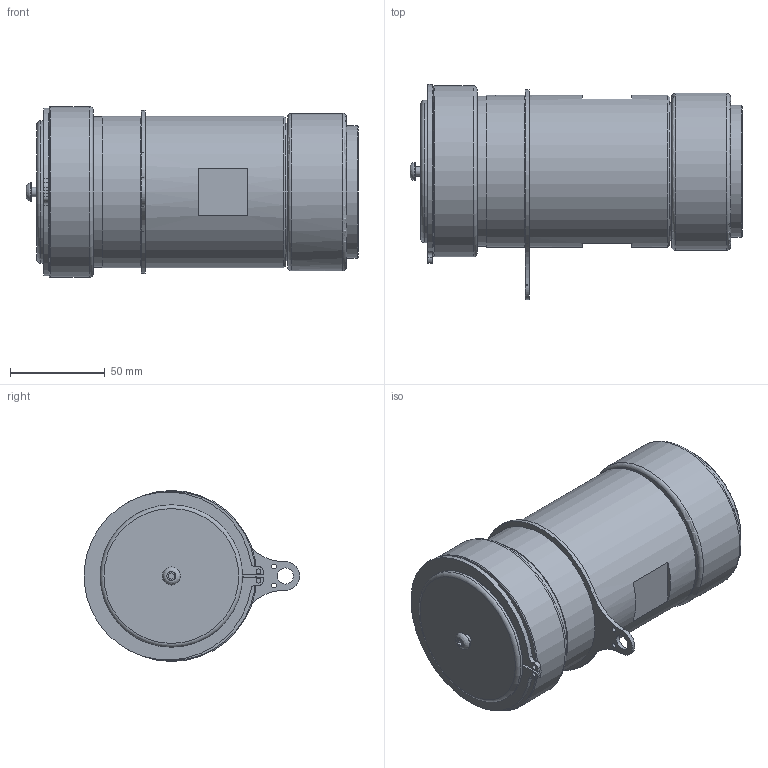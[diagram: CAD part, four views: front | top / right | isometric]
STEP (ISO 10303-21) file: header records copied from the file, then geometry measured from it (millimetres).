
FILE_DESCRIPTION(/* description */ (''),/* implementation_level */ '2;1');
FILE_NAME(/* name */ 'ControlEx Exd-63-S-CR.stp',/* time_stamp */ '2022-11-18T13:49:59+00:00',/* author */ ('areid2'),/* organization */ (''),/* preprocessor_version */ 'ST-DEVELOPER v18.1',/* originating_system */ 'Autodesk Inventor 2020',/* authorisation */ '');
FILE_SCHEMA (('AUTOMOTIVE_DESIGN { 1 0 10303 214 3 1 1 }'));
Length unit declared in the file: millimetre
Products named in the file (1): Part13
Bounding box: 174.76 x 113.27 x 90 mm (x, y, z)
Volume: 837081.2 mm3; surface area: 80777 mm2
Topology: 1 solids, 1 shells, 113 faces, 306 edges, 216 vertices
Faces by surface type: plane 55, cylinder 43, cone 8, torus 6, bspline 1
Full cylindrical faces by diameter (mm): 2.489 x2, 2.5 x2, 4 x3, 4.134 x1, 5 x1, 8.5 x1, 9.5 x1, 60.5 x1, 69.5 x1, 70 x1, 72 x1, 72.5 x1, 73.5 x1, 75 x2, 75.5 x1, 78 x2, 79 x1, 80 x2, 90 x1
Entity records: 4170 total; most frequent: CARTESIAN_POINT 980, DIRECTION 661, ORIENTED_EDGE 610, EDGE_CURVE 305, AXIS2_PLACEMENT_3D 277, VERTEX_POINT 216, CIRCLE 162, EDGE_LOOP 151
